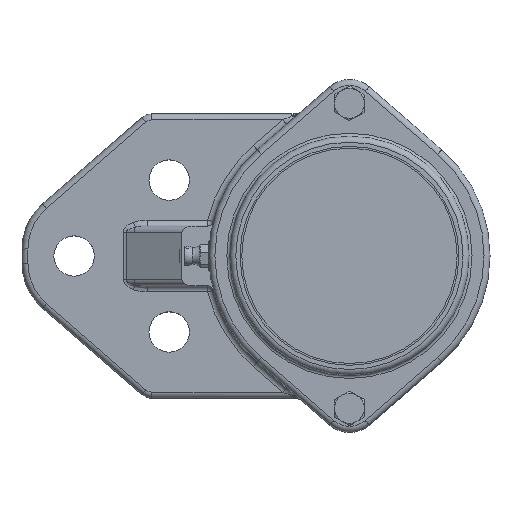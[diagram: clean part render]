
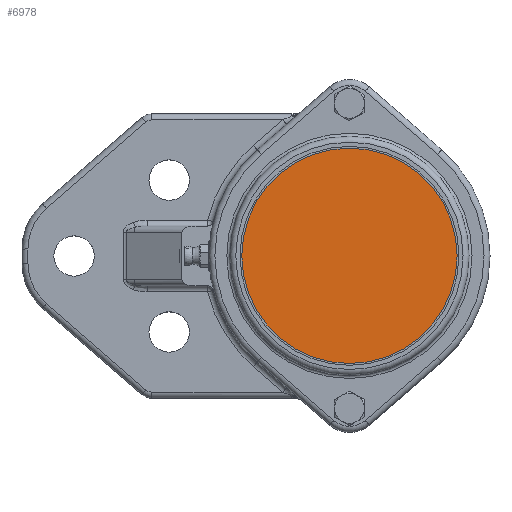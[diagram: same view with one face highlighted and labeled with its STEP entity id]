
A CAD part, top view. The second image highlights one B-rep face of the part: STEP entity #6978.
In plain terms, the highlighted planar face has unit normal (0, 0, 1).
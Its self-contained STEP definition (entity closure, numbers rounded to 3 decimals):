
#304=PLANE('',#7826);
#926=FACE_OUTER_BOUND('',#1378,.T.);
#1378=EDGE_LOOP('',(#5997));
#2576=CIRCLE('',#7825,36.);
#3202=VERTEX_POINT('',#12668);
#4158=EDGE_CURVE('',#3202,#3202,#2576,.T.);
#5997=ORIENTED_EDGE('',*,*,#4158,.F.);
#6978=ADVANCED_FACE('',(#926),#304,.F.);
#7825=AXIS2_PLACEMENT_3D('',#12670,#9832,#9833);
#7826=AXIS2_PLACEMENT_3D('',#12671,#9834,#9835);
#9832=DIRECTION('center_axis',(0.,0.,-1.));
#9833=DIRECTION('ref_axis',(-1.,0.,0.));
#9834=DIRECTION('center_axis',(0.,0.,-1.));
#9835=DIRECTION('ref_axis',(-1.,0.,0.));
#12668=CARTESIAN_POINT('',(36.,0.,59.7));
#12670=CARTESIAN_POINT('Origin',(0.,0.,
59.7));
#12671=CARTESIAN_POINT('Origin',(0.,0.,
59.7));
